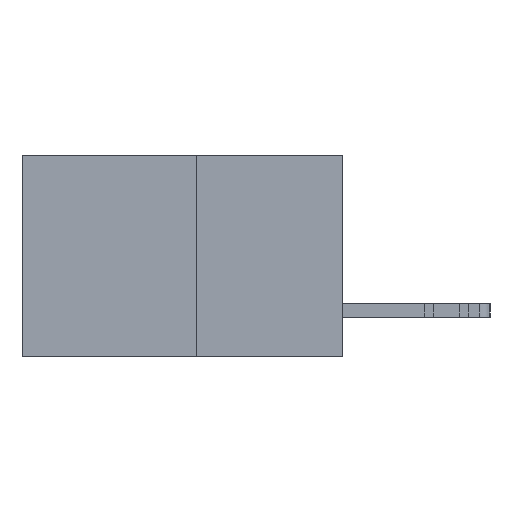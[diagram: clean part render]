
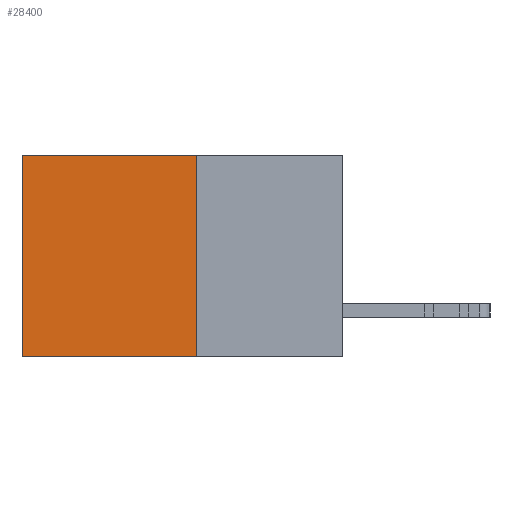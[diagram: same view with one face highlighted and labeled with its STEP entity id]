
A CAD part, left-side view. The second image highlights one B-rep face of the part: STEP entity #28400.
In plain terms, the highlighted planar face has unit normal (-1, 0, 0).
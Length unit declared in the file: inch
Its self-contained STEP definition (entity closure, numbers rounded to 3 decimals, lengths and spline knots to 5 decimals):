
#1894 = VERTEX_POINT ( 'NONE', #14815 ) ;
#2038 = CARTESIAN_POINT ( 'NONE',  ( 0.277, 0.59, -0.37 ) ) ;
#2121 = DIRECTION ( 'NONE',  ( 0., 0., -1. ) ) ;
#2541 = AXIS2_PLACEMENT_3D ( 'NONE', #7640, #12844, #30596 ) ;
#7481 = ORIENTED_EDGE ( 'NONE', *, *, #21174, .F. ) ;
#7640 = CARTESIAN_POINT ( 'NONE',  ( 0.277, 0.27, -0.37 ) ) ;
#7721 = CARTESIAN_POINT ( 'NONE',  ( 0.277, 0.27, -0.37 ) ) ;
#8130 = VERTEX_POINT ( 'NONE', #2038 ) ;
#8137 = LINE ( 'NONE', #12845, #26823 ) ;
#9783 = CARTESIAN_POINT ( 'NONE',  ( 0.277, 0.27, -0.37 ) ) ;
#10379 = VERTEX_POINT ( 'NONE', #24367 ) ;
#10759 = EDGE_LOOP ( 'NONE', ( #29357, #7481, #16256, #29111 ) ) ;
#11501 = FACE_OUTER_BOUND ( 'NONE', #10759, .T. ) ;
#11959 = VECTOR ( 'NONE', #2121, 39.37008 ) ;
#12744 = LINE ( 'NONE', #9783, #11959 ) ;
#12844 = DIRECTION ( 'NONE',  ( 1., 0., 0. ) ) ;
#12845 = CARTESIAN_POINT ( 'NONE',  ( 0.277, 0.27, 0. ) ) ;
#14649 = EDGE_CURVE ( 'NONE', #1894, #10379, #8137, .T. ) ;
#14815 = CARTESIAN_POINT ( 'NONE',  ( 0.277, 0.27, 0. ) ) ;
#15418 = DIRECTION ( 'NONE',  ( 0., 1., 0. ) ) ;
#16155 = EDGE_CURVE ( 'NONE', #10379, #8130, #27551, .T. ) ;
#16256 = ORIENTED_EDGE ( 'NONE', *, *, #31853, .F. ) ;
#17139 = DIRECTION ( 'NONE',  ( 0., 1., 0. ) ) ;
#19002 = VECTOR ( 'NONE', #17139, 39.37008 ) ;
#19787 = LINE ( 'NONE', #27227, #19002 ) ;
#21174 = EDGE_CURVE ( 'NONE', #32658, #8130, #19787, .T. ) ;
#22440 = VECTOR ( 'NONE', #26177, 39.37008 ) ;
#23647 = CARTESIAN_POINT ( 'NONE',  ( 0.277, 0.59, -0.37 ) ) ;
#24367 = CARTESIAN_POINT ( 'NONE',  ( 0.277, 0.59, 0. ) ) ;
#26177 = DIRECTION ( 'NONE',  ( 0., 0., -1. ) ) ;
#26823 = VECTOR ( 'NONE', #15418, 39.37008 ) ;
#27227 = CARTESIAN_POINT ( 'NONE',  ( 0.277, 0.27, -0.37 ) ) ;
#27551 = LINE ( 'NONE', #23647, #22440 ) ;
#28066 = PLANE ( 'NONE',  #2541 ) ;
#28400 = ADVANCED_FACE ( 'NONE', ( #11501 ), #28066, .F. ) ;
#29111 = ORIENTED_EDGE ( 'NONE', *, *, #14649, .T. ) ;
#29357 = ORIENTED_EDGE ( 'NONE', *, *, #16155, .T. ) ;
#30596 = DIRECTION ( 'NONE',  ( 0., 0., -1. ) ) ;
#31853 = EDGE_CURVE ( 'NONE', #1894, #32658, #12744, .T. ) ;
#32658 = VERTEX_POINT ( 'NONE', #7721 ) ;
